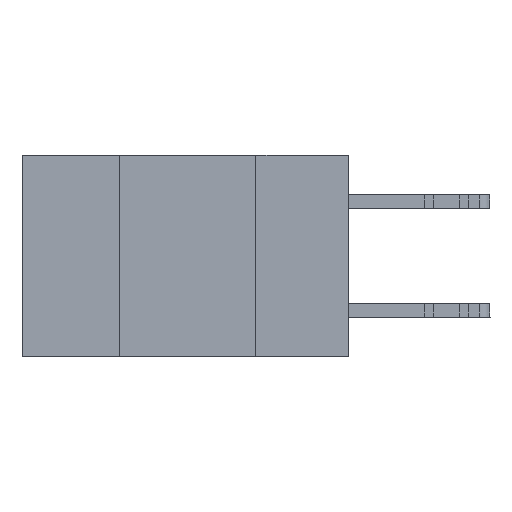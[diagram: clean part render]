
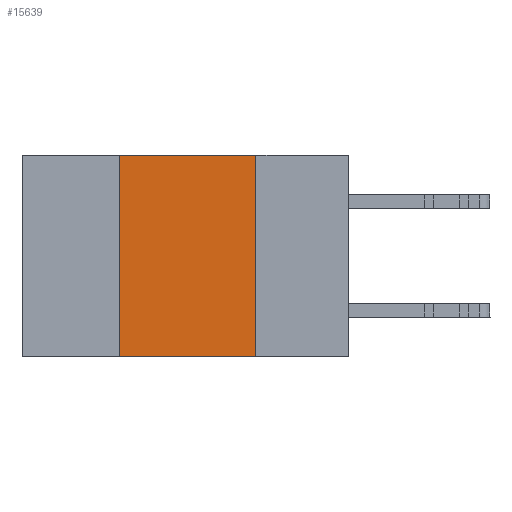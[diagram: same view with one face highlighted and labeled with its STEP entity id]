
A CAD part, left-side view. The second image highlights one B-rep face of the part: STEP entity #15639.
In plain terms, the highlighted planar face has unit normal (-1, 0, 0).
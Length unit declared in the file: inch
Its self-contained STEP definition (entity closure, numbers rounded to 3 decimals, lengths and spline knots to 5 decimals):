
#369 = VECTOR ( 'NONE', #2031, 39.37008 ) ;
#980 = DIRECTION ( 'NONE',  ( 0., -1., 0. ) ) ;
#2031 = DIRECTION ( 'NONE',  ( 0., -1., 0. ) ) ;
#2234 = VERTEX_POINT ( 'NONE', #3041 ) ;
#2884 = DIRECTION ( 'NONE',  ( 1., 0., 0. ) ) ;
#3041 = CARTESIAN_POINT ( 'NONE',  ( 0., 0.42, 0. ) ) ;
#4814 = VECTOR ( 'NONE', #11490, 39.37008 ) ;
#5634 = VERTEX_POINT ( 'NONE', #10669 ) ;
#6871 = EDGE_CURVE ( 'NONE', #5634, #17171, #18523, .T. ) ;
#7995 = ORIENTED_EDGE ( 'NONE', *, *, #31656, .F. ) ;
#10338 = PLANE ( 'NONE',  #23181 ) ;
#10669 = CARTESIAN_POINT ( 'NONE',  ( 0., 0.42, -0.37 ) ) ;
#11487 = LINE ( 'NONE', #26274, #4814 ) ;
#11490 = DIRECTION ( 'NONE',  ( 0., 0., -1. ) ) ;
#12039 = CARTESIAN_POINT ( 'NONE',  ( 0., 0.42, 0. ) ) ;
#12847 = LINE ( 'NONE', #16951, #369 ) ;
#15251 = VERTEX_POINT ( 'NONE', #20945 ) ;
#15310 = CARTESIAN_POINT ( 'NONE',  ( 0., 0.6, 0. ) ) ;
#15639 = ADVANCED_FACE ( 'NONE', ( #29334 ), #10338, .F. ) ;
#15970 = CARTESIAN_POINT ( 'NONE',  ( 0., 0.17, -0.37 ) ) ;
#16951 = CARTESIAN_POINT ( 'NONE',  ( 0., 0.6, 0. ) ) ;
#17171 = VERTEX_POINT ( 'NONE', #15970 ) ;
#18523 = LINE ( 'NONE', #30633, #30823 ) ;
#19443 = VECTOR ( 'NONE', #24492, 39.37008 ) ;
#20274 = DIRECTION ( 'NONE',  ( 0., 0., -1. ) ) ;
#20945 = CARTESIAN_POINT ( 'NONE',  ( 0., 0.17, 0. ) ) ;
#21575 = ORIENTED_EDGE ( 'NONE', *, *, #6871, .T. ) ;
#23181 = AXIS2_PLACEMENT_3D ( 'NONE', #15310, #2884, #20274 ) ;
#23893 = ORIENTED_EDGE ( 'NONE', *, *, #28795, .F. ) ;
#24492 = DIRECTION ( 'NONE',  ( 0., 0., 1. ) ) ;
#25621 = EDGE_LOOP ( 'NONE', ( #23893, #28531, #7995, #21575 ) ) ;
#25917 = EDGE_CURVE ( 'NONE', #2234, #15251, #12847, .T. ) ;
#25986 = LINE ( 'NONE', #12039, #19443 ) ;
#26274 = CARTESIAN_POINT ( 'NONE',  ( 0., 0.17, 0. ) ) ;
#28531 = ORIENTED_EDGE ( 'NONE', *, *, #25917, .F. ) ;
#28795 = EDGE_CURVE ( 'NONE', #15251, #17171, #11487, .T. ) ;
#29334 = FACE_OUTER_BOUND ( 'NONE', #25621, .T. ) ;
#30633 = CARTESIAN_POINT ( 'NONE',  ( 0., 0.6, -0.37 ) ) ;
#30823 = VECTOR ( 'NONE', #980, 39.37008 ) ;
#31656 = EDGE_CURVE ( 'NONE', #5634, #2234, #25986, .T. ) ;
